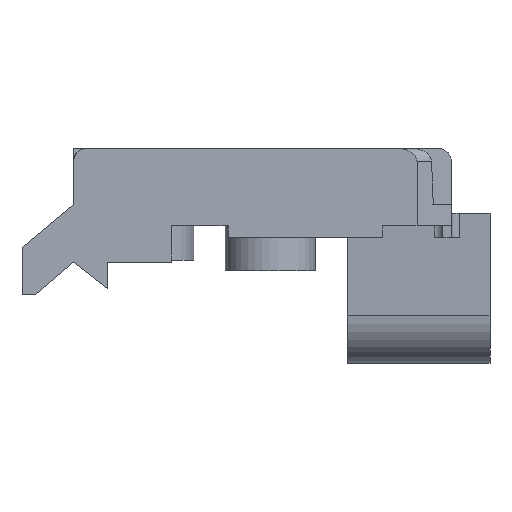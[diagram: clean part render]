
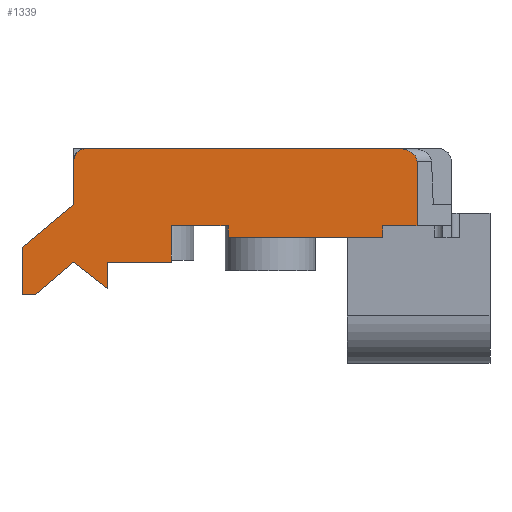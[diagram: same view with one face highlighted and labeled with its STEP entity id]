
A CAD part, left-side view. The second image highlights one B-rep face of the part: STEP entity #1339.
In plain terms, the highlighted planar face has unit normal (-1, 0, 0).
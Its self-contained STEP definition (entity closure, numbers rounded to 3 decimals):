
#74 = VERTEX_POINT('',#75);
#75 = CARTESIAN_POINT('',(-23.,10.6,0.));
#81 = EDGE_CURVE('',#74,#82,#84,.T.);
#82 = VERTEX_POINT('',#83);
#83 = CARTESIAN_POINT('',(-23.,4.,0.));
#84 = LINE('',#85,#86);
#85 = CARTESIAN_POINT('',(-23.,22.,0.));
#86 = VECTOR('',#87,1.);
#87 = DIRECTION('',(0.,-1.,0.));
#106 = VERTEX_POINT('',#107);
#107 = CARTESIAN_POINT('',(-23.,-14.,0.));
#113 = EDGE_CURVE('',#106,#114,#116,.T.);
#114 = VERTEX_POINT('',#115);
#115 = CARTESIAN_POINT('',(-23.,-18.,0.));
#116 = LINE('',#117,#118);
#117 = CARTESIAN_POINT('',(-23.,22.,0.));
#118 = VECTOR('',#119,1.);
#119 = DIRECTION('',(0.,-1.,0.));
#1297 = VERTEX_POINT('',#1298);
#1298 = CARTESIAN_POINT('',(-23.,10.6,-4.2));
#1304 = EDGE_CURVE('',#74,#1297,#1305,.T.);
#1305 = LINE('',#1306,#1307);
#1306 = CARTESIAN_POINT('',(-23.,10.6,0.));
#1307 = VECTOR('',#1308,1.);
#1308 = DIRECTION('',(0.,0.,-1.));
#1339 = ADVANCED_FACE('',(#1340),#1463,.T.);
#1340 = FACE_BOUND('',#1341,.T.);
#1341 = EDGE_LOOP('',(#1342,#1352,#1360,#1368,#1376,#1384,#1392,#1400,
    #1406,#1407,#1408,#1416,#1424,#1430,#1431,#1439,#1448,#1456));
#1342 = ORIENTED_EDGE('',*,*,#1343,.F.);
#1343 = EDGE_CURVE('',#1344,#1346,#1348,.T.);
#1344 = VERTEX_POINT('',#1345);
#1345 = CARTESIAN_POINT('',(-23.,22.,2.5));
#1346 = VERTEX_POINT('',#1347);
#1347 = CARTESIAN_POINT('',(-23.,22.,7.5));
#1348 = LINE('',#1349,#1350);
#1349 = CARTESIAN_POINT('',(-23.,22.,0.));
#1350 = VECTOR('',#1351,1.);
#1351 = DIRECTION('',(0.,0.,1.));
#1352 = ORIENTED_EDGE('',*,*,#1353,.T.);
#1353 = EDGE_CURVE('',#1344,#1354,#1356,.T.);
#1354 = VERTEX_POINT('',#1355);
#1355 = CARTESIAN_POINT('',(-23.,28.,-2.5));
#1356 = LINE('',#1357,#1358);
#1357 = CARTESIAN_POINT('',(-23.,22.,2.5));
#1358 = VECTOR('',#1359,1.);
#1359 = DIRECTION('',(0.,0.768,-0.64)
  );
#1360 = ORIENTED_EDGE('',*,*,#1361,.T.);
#1361 = EDGE_CURVE('',#1354,#1362,#1364,.T.);
#1362 = VERTEX_POINT('',#1363);
#1363 = CARTESIAN_POINT('',(-23.,28.,-8.));
#1364 = LINE('',#1365,#1366);
#1365 = CARTESIAN_POINT('',(-23.,28.,-2.5));
#1366 = VECTOR('',#1367,1.);
#1367 = DIRECTION('',(0.,0.,-1.));
#1368 = ORIENTED_EDGE('',*,*,#1369,.T.);
#1369 = EDGE_CURVE('',#1362,#1370,#1372,.T.);
#1370 = VERTEX_POINT('',#1371);
#1371 = CARTESIAN_POINT('',(-23.,26.441,-8.));
#1372 = LINE('',#1373,#1374);
#1373 = CARTESIAN_POINT('',(-23.,28.,-8.));
#1374 = VECTOR('',#1375,1.);
#1375 = DIRECTION('',(0.,-1.,0.));
#1376 = ORIENTED_EDGE('',*,*,#1377,.T.);
#1377 = EDGE_CURVE('',#1370,#1378,#1380,.T.);
#1378 = VERTEX_POINT('',#1379);
#1379 = CARTESIAN_POINT('',(-23.,22.,-4.2));
#1380 = LINE('',#1381,#1382);
#1381 = CARTESIAN_POINT('',(-23.,26.441,-8.));
#1382 = VECTOR('',#1383,1.);
#1383 = DIRECTION('',(0.,-0.76,0.65
    ));
#1384 = ORIENTED_EDGE('',*,*,#1385,.T.);
#1385 = EDGE_CURVE('',#1378,#1386,#1388,.T.);
#1386 = VERTEX_POINT('',#1387);
#1387 = CARTESIAN_POINT('',(-23.,18.,-7.3));
#1388 = LINE('',#1389,#1390);
#1389 = CARTESIAN_POINT('',(-23.,22.,-4.2));
#1390 = VECTOR('',#1391,1.);
#1391 = DIRECTION('',(0.,-0.79,-0.613
    ));
#1392 = ORIENTED_EDGE('',*,*,#1393,.T.);
#1393 = EDGE_CURVE('',#1386,#1394,#1396,.T.);
#1394 = VERTEX_POINT('',#1395);
#1395 = CARTESIAN_POINT('',(-23.,18.,-4.2));
#1396 = LINE('',#1397,#1398);
#1397 = CARTESIAN_POINT('',(-23.,18.,-7.3));
#1398 = VECTOR('',#1399,1.);
#1399 = DIRECTION('',(0.,0.,1.));
#1400 = ORIENTED_EDGE('',*,*,#1401,.F.);
#1401 = EDGE_CURVE('',#1297,#1394,#1402,.T.);
#1402 = LINE('',#1403,#1404);
#1403 = CARTESIAN_POINT('',(-23.,10.6,-4.2));
#1404 = VECTOR('',#1405,1.);
#1405 = DIRECTION('',(0.,1.,0.));
#1406 = ORIENTED_EDGE('',*,*,#1304,.F.);
#1407 = ORIENTED_EDGE('',*,*,#81,.T.);
#1408 = ORIENTED_EDGE('',*,*,#1409,.T.);
#1409 = EDGE_CURVE('',#82,#1410,#1412,.T.);
#1410 = VERTEX_POINT('',#1411);
#1411 = CARTESIAN_POINT('',(-23.,4.,-1.3));
#1412 = LINE('',#1413,#1414);
#1413 = CARTESIAN_POINT('',(-23.,4.,0.));
#1414 = VECTOR('',#1415,1.);
#1415 = DIRECTION('',(0.,0.,-1.));
#1416 = ORIENTED_EDGE('',*,*,#1417,.T.);
#1417 = EDGE_CURVE('',#1410,#1418,#1420,.T.);
#1418 = VERTEX_POINT('',#1419);
#1419 = CARTESIAN_POINT('',(-23.,-14.,-1.3));
#1420 = LINE('',#1421,#1422);
#1421 = CARTESIAN_POINT('',(-23.,4.,-1.3));
#1422 = VECTOR('',#1423,1.);
#1423 = DIRECTION('',(0.,-1.,0.));
#1424 = ORIENTED_EDGE('',*,*,#1425,.F.);
#1425 = EDGE_CURVE('',#106,#1418,#1426,.T.);
#1426 = LINE('',#1427,#1428);
#1427 = CARTESIAN_POINT('',(-23.,-14.,0.));
#1428 = VECTOR('',#1429,1.);
#1429 = DIRECTION('',(0.,0.,-1.));
#1430 = ORIENTED_EDGE('',*,*,#113,.T.);
#1431 = ORIENTED_EDGE('',*,*,#1432,.T.);
#1432 = EDGE_CURVE('',#114,#1433,#1435,.T.);
#1433 = VERTEX_POINT('',#1434);
#1434 = CARTESIAN_POINT('',(-23.,-18.,7.5));
#1435 = LINE('',#1436,#1437);
#1436 = CARTESIAN_POINT('',(-23.,-18.,0.));
#1437 = VECTOR('',#1438,1.);
#1438 = DIRECTION('',(0.,0.,1.));
#1439 = ORIENTED_EDGE('',*,*,#1440,.T.);
#1440 = EDGE_CURVE('',#1433,#1441,#1443,.T.);
#1441 = VERTEX_POINT('',#1442);
#1442 = CARTESIAN_POINT('',(-23.,-15.879,9.));
#1443 = ELLIPSE('',#1444,2.121,1.5);
#1444 = AXIS2_PLACEMENT_3D('',#1445,#1446,#1447);
#1445 = CARTESIAN_POINT('',(-23.,-15.879,7.5));
#1446 = DIRECTION('',(-1.,0.,0.));
#1447 = DIRECTION('',(0.,-1.,0.));
#1448 = ORIENTED_EDGE('',*,*,#1449,.F.);
#1449 = EDGE_CURVE('',#1450,#1441,#1452,.T.);
#1450 = VERTEX_POINT('',#1451);
#1451 = CARTESIAN_POINT('',(-23.,20.5,9.));
#1452 = LINE('',#1453,#1454);
#1453 = CARTESIAN_POINT('',(-23.,22.,9.));
#1454 = VECTOR('',#1455,1.);
#1455 = DIRECTION('',(0.,-1.,0.));
#1456 = ORIENTED_EDGE('',*,*,#1457,.T.);
#1457 = EDGE_CURVE('',#1450,#1346,#1458,.T.);
#1458 = CIRCLE('',#1459,1.5);
#1459 = AXIS2_PLACEMENT_3D('',#1460,#1461,#1462);
#1460 = CARTESIAN_POINT('',(-23.,20.5,7.5));
#1461 = DIRECTION('',(-1.,0.,0.));
#1462 = DIRECTION('',(0.,0.,-1.));
#1463 = PLANE('',#1464);
#1464 = AXIS2_PLACEMENT_3D('',#1465,#1466,#1467);
#1465 = CARTESIAN_POINT('',(-23.,6.222,1.872));
#1466 = DIRECTION('',(-1.,0.,0.));
#1467 = DIRECTION('',(0.,-1.,0.));
